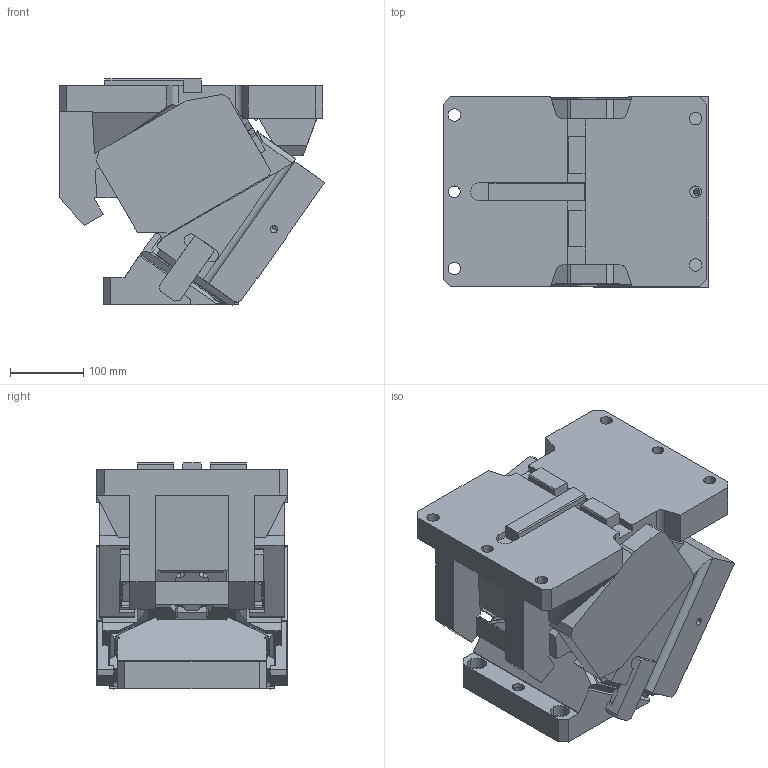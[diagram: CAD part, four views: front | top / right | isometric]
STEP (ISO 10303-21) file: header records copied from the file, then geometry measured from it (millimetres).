
FILE_DESCRIPTION(('CATIA V5 STEP Exchange'),'2;1');
FILE_NAME('CACV_F_260_35.stp','2015-04-27T06:56:55+00:00',('none'),('none'),'CATIA Version 5 Release 19 SP 2 (IN-10)','CATIA V5 STEP AP203','none');
FILE_SCHEMA(('CONFIG_CONTROL_DESIGN'));
Length unit declared in the file: millimetre
Products named in the file (1): CACV_F_260_35
Bounding box: 362.94 x 260 x 309.44 mm (x, y, z)
Volume: 17194909.2 mm3; surface area: 939555.7 mm2
Topology: 3 solids, 5 shells, 669 faces, 1966 edges, 1302 vertices
Faces by surface type: plane 468, cylinder 189, cone 6, extrusion 4, bspline 2
Entity records: 23140 total; most frequent: CARTESIAN_POINT 6256, ORIENTED_EDGE 3920, DIRECTION 2795, EDGE_CURVE 1960, VECTOR 1507, LINE 1503, VERTEX_POINT 1302, AXIS2_PLACEMENT_3D 738
